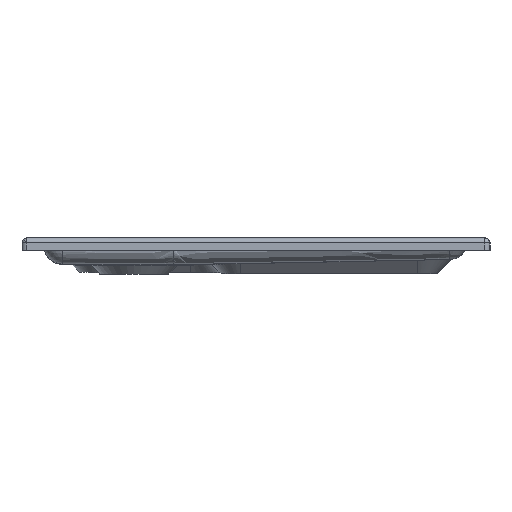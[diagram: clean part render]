
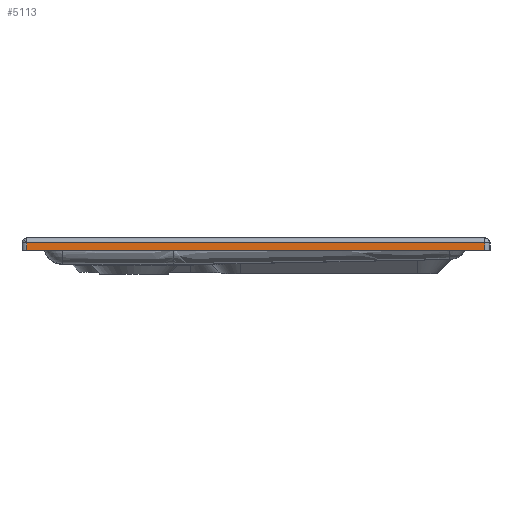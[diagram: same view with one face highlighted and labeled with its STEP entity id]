
A CAD part, left-side view. The second image highlights one B-rep face of the part: STEP entity #5113.
In plain terms, the highlighted face is planar.
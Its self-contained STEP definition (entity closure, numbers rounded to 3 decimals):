
#4965=CARTESIAN_POINT('',(-562.0,180.0,17.5));
#4966=VERTEX_POINT('',#4965);
#4974=CARTESIAN_POINT('',(172.0,180.0,17.5));
#4975=VERTEX_POINT('',#4974);
#4976=CARTESIAN_POINT('',(-562.0,180.0,17.5));
#4977=DIRECTION('',(1.0,0.0,0.0));
#4978=VECTOR('',#4977,734.0);
#4979=LINE('',#4976,#4978);
#4980=EDGE_CURVE('',#4966,#4975,#4979,.T.);
#5083=CARTESIAN_POINT('',(-570.0,180.0,0.0));
#5084=DIRECTION('',(0.0,-1.0,0.0));
#5085=DIRECTION('',(0.0,0.0,-1.0));
#5086=AXIS2_PLACEMENT_3D('',#5083,#5084,#5085);
#5087=PLANE('',#5086);
#5088=ORIENTED_EDGE('',*,*,#4980,.F.);
#5089=CARTESIAN_POINT('',(-562.0,180.0,29.5));
#5090=VERTEX_POINT('',#5089);
#5091=CARTESIAN_POINT('',(-562.0,180.0,17.5));
#5092=DIRECTION('',(0.0,0.0,1.0));
#5093=VECTOR('',#5092,12.0);
#5094=LINE('',#5091,#5093);
#5095=EDGE_CURVE('',#4966,#5090,#5094,.T.);
#5096=ORIENTED_EDGE('',*,*,#5095,.T.);
#5097=CARTESIAN_POINT('',(172.0,180.0,29.5));
#5098=VERTEX_POINT('',#5097);
#5099=CARTESIAN_POINT('',(-562.0,180.0,29.5));
#5100=DIRECTION('',(1.0,0.0,0.0));
#5101=VECTOR('',#5100,734.0);
#5102=LINE('',#5099,#5101);
#5103=EDGE_CURVE('',#5090,#5098,#5102,.T.);
#5104=ORIENTED_EDGE('',*,*,#5103,.T.);
#5105=CARTESIAN_POINT('',(172.0,180.0,17.5));
#5106=DIRECTION('',(0.0,0.0,1.0));
#5107=VECTOR('',#5106,12.0);
#5108=LINE('',#5105,#5107);
#5109=EDGE_CURVE('',#4975,#5098,#5108,.T.);
#5110=ORIENTED_EDGE('',*,*,#5109,.F.);
#5111=EDGE_LOOP('',(#5088,#5096,#5104,#5110));
#5112=FACE_OUTER_BOUND('',#5111,.T.);
#5113=ADVANCED_FACE('',(#5112),#5087,.F.);
